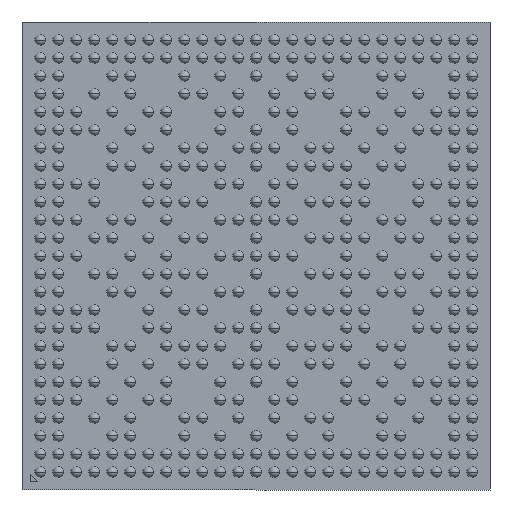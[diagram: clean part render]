
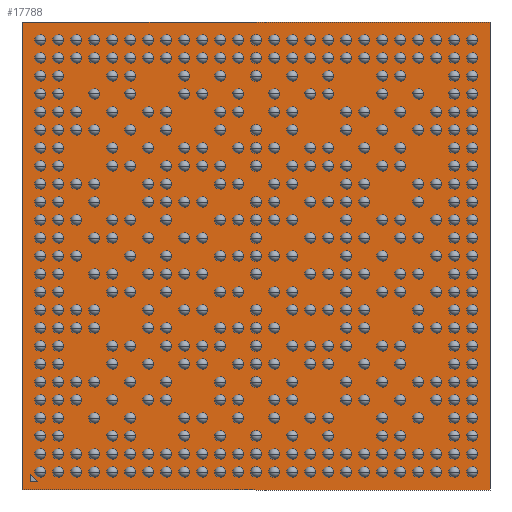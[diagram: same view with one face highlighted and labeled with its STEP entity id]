
A CAD part, front view. The second image highlights one B-rep face of the part: STEP entity #17788.
In plain terms, the highlighted planar face has unit normal (0, -1, 0).
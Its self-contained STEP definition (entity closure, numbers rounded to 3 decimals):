
#170 = VECTOR ( 'NONE', #28387, 1000. ) ;
#498 = EDGE_CURVE ( 'NONE', #12686, #5502, #12265, .T. ) ;
#2102 = LINE ( 'NONE', #30685, #20423 ) ;
#2215 = VECTOR ( 'NONE', #23811, 1000. ) ;
#2252 = CARTESIAN_POINT ( 'NONE',  ( 6.5, 0.284, 6.5 ) ) ;
#2572 = ORIENTED_EDGE ( 'NONE', *, *, #34204, .F. ) ;
#2856 = VECTOR ( 'NONE', #24565, 1000. ) ;
#3022 = EDGE_CURVE ( 'NONE', #22239, #12686, #12477, .T. ) ;
#3347 = LINE ( 'NONE', #11324, #2215 ) ;
#3634 = VERTEX_POINT ( 'NONE', #25424 ) ;
#4450 = VECTOR ( 'NONE', #31165, 1000. ) ;
#5502 = VERTEX_POINT ( 'NONE', #19817 ) ;
#6162 = FACE_BOUND ( 'NONE', #7332, .T. ) ;
#6362 = ORIENTED_EDGE ( 'NONE', *, *, #26595, .T. ) ;
#7332 = EDGE_LOOP ( 'NONE', ( #16314, #2572, #11102 ) ) ;
#8268 = VECTOR ( 'NONE', #19741, 1000. ) ;
#8743 = DIRECTION ( 'NONE',  ( 0., 0., 1. ) ) ;
#9125 = LINE ( 'NONE', #14317, #2856 ) ;
#10627 = ORIENTED_EDGE ( 'NONE', *, *, #28206, .T. ) ;
#11102 = ORIENTED_EDGE ( 'NONE', *, *, #26076, .F. ) ;
#11322 = EDGE_LOOP ( 'NONE', ( #10627, #6362, #16633, #21678 ) ) ;
#11324 = CARTESIAN_POINT ( 'NONE',  ( -6.26, 0.284, -6.06 ) ) ;
#11674 = CARTESIAN_POINT ( 'NONE',  ( -6.26, 0.284, -6.06 ) ) ;
#12265 = LINE ( 'NONE', #20232, #24575 ) ;
#12477 = LINE ( 'NONE', #20472, #170 ) ;
#12686 = VERTEX_POINT ( 'NONE', #2252 ) ;
#13144 = VERTEX_POINT ( 'NONE', #25246 ) ;
#13758 = PLANE ( 'NONE',  #25335 ) ;
#14317 = CARTESIAN_POINT ( 'NONE',  ( -6.5, 0.284, 6.5 ) ) ;
#16314 = ORIENTED_EDGE ( 'NONE', *, *, #27517, .F. ) ;
#16633 = ORIENTED_EDGE ( 'NONE', *, *, #3022, .T. ) ;
#17282 = LINE ( 'NONE', #27851, #8268 ) ;
#17788 = ADVANCED_FACE ( 'NONE', ( #6162, #27098 ), #13758, .F. ) ;
#19741 = DIRECTION ( 'NONE',  ( 1., 0., 0. ) ) ;
#19817 = CARTESIAN_POINT ( 'NONE',  ( -6.5, 0.284, 6.5 ) ) ;
#20232 = CARTESIAN_POINT ( 'NONE',  ( 6.5, 0.284, 6.5 ) ) ;
#20423 = VECTOR ( 'NONE', #23087, 1000. ) ;
#20472 = CARTESIAN_POINT ( 'NONE',  ( 6.5, 0.284, 6.5 ) ) ;
#20631 = LINE ( 'NONE', #33095, #4450 ) ;
#21170 = VERTEX_POINT ( 'NONE', #11674 ) ;
#21678 = ORIENTED_EDGE ( 'NONE', *, *, #498, .T. ) ;
#22239 = VERTEX_POINT ( 'NONE', #25133 ) ;
#23087 = DIRECTION ( 'NONE',  ( 1., 0., 0. ) ) ;
#23811 = DIRECTION ( 'NONE',  ( 0., 0., -1. ) ) ;
#24565 = DIRECTION ( 'NONE',  ( 0., 0., -1. ) ) ;
#24575 = VECTOR ( 'NONE', #30787, 1000. ) ;
#25133 = CARTESIAN_POINT ( 'NONE',  ( 6.5, 0.284, -6.5 ) ) ;
#25246 = CARTESIAN_POINT ( 'NONE',  ( -6.26, 0.284, -6.26 ) ) ;
#25335 = AXIS2_PLACEMENT_3D ( 'NONE', #30047, #29692, #8743 ) ;
#25424 = CARTESIAN_POINT ( 'NONE',  ( -6.5, 0.284, -6.5 ) ) ;
#25521 = CARTESIAN_POINT ( 'NONE',  ( -6.06, 0.284, -6.26 ) ) ;
#26076 = EDGE_CURVE ( 'NONE', #13144, #31360, #2102, .T. ) ;
#26595 = EDGE_CURVE ( 'NONE', #3634, #22239, #17282, .T. ) ;
#27098 = FACE_OUTER_BOUND ( 'NONE', #11322, .T. ) ;
#27517 = EDGE_CURVE ( 'NONE', #21170, #13144, #3347, .T. ) ;
#27851 = CARTESIAN_POINT ( 'NONE',  ( 6.5, 0.284, -6.5 ) ) ;
#28206 = EDGE_CURVE ( 'NONE', #5502, #3634, #9125, .T. ) ;
#28387 = DIRECTION ( 'NONE',  ( 0., 0., 1. ) ) ;
#29692 = DIRECTION ( 'NONE',  ( 0., 1., 0. ) ) ;
#30047 = CARTESIAN_POINT ( 'NONE',  ( 0., 0.284, 0. ) ) ;
#30685 = CARTESIAN_POINT ( 'NONE',  ( -6.06, 0.284, -6.26 ) ) ;
#30787 = DIRECTION ( 'NONE',  ( -1., 0., 0. ) ) ;
#31165 = DIRECTION ( 'NONE',  ( -0.707, 0., 0.707 ) ) ;
#31360 = VERTEX_POINT ( 'NONE', #25521 ) ;
#33095 = CARTESIAN_POINT ( 'NONE',  ( -6.26, 0.284, -6.06 ) ) ;
#34204 = EDGE_CURVE ( 'NONE', #31360, #21170, #20631, .T. ) ;
